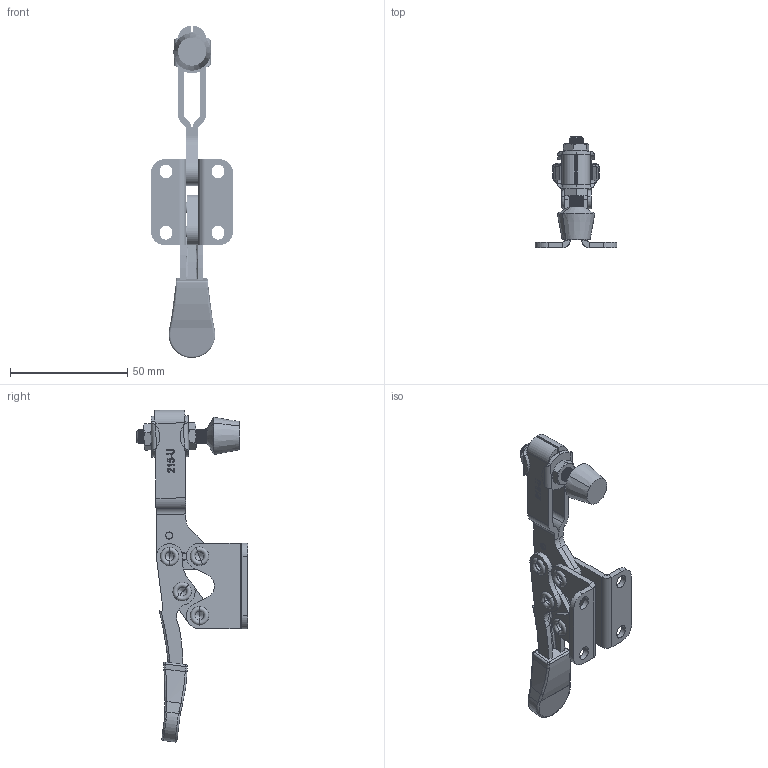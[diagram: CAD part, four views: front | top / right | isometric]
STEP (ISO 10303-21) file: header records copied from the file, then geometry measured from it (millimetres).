
FILE_DESCRIPTION(/* description */ ('Alibre Inc.'),/* implementation_level */ '2;1');
FILE_NAME(/* name */ 'export-7DB1DAC9-169F-41E9-AD7F-B6E482E9EEEB',/* time_stamp */ '2019-10-27T13:32:08+01:00',/* author */ (''),/* organization */ (''),/* preprocessor_version */ 'ST-DEVELOPER v17',/* originating_system */ 'Alibre',/* authorisation */ '');
FILE_SCHEMA (('AUTOMOTIVE_DESIGN'));
Length unit declared in the file: millimetre
Bounding box: 34.92 x 47.44 x 141.67 mm (x, y, z)
Volume: 23182.8 mm3; surface area: 21575.7 mm2
Topology: 17 solids, 17 shells, 1030 faces, 2699 edges, 1723 vertices
Faces by surface type: cylinder 499, plane 230, bspline 209, cone 56, torus 31, sphere 5
Entity records: 354074 total; most frequent: CARTESIAN_POINT 332722, ORIENTED_EDGE 5372, EDGE_CURVE 2686, DIRECTION 2565, VERTEX_POINT 1723, B_SPLINE_CURVE_WITH_KNOTS 1225, EDGE_LOOP 1115, FACE_BOUND 1115
